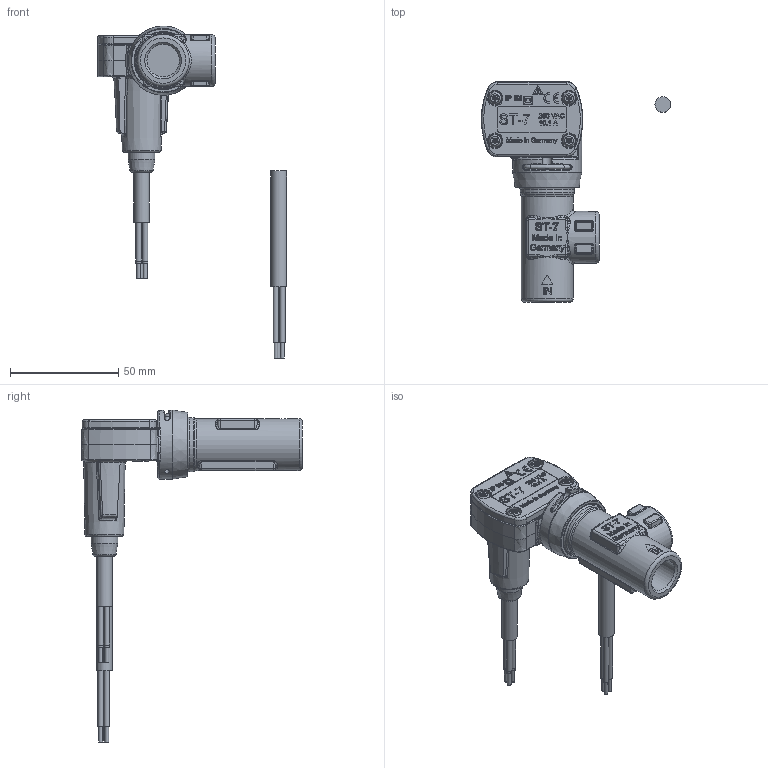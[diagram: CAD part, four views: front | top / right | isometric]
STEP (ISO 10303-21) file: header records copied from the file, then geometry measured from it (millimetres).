
FILE_DESCRIPTION(/* description */ ('Unknown'),/* implementation_level */ '2;1');
FILE_NAME(/* name */ '200007500',/* time_stamp */ '2019-07-05T11:46:25+02:00',/* author */ ('Unknown'),/* organization */ ('Unknown'),/* preprocessor_version */ 'ST-DEVELOPER v16.7',/* originating_system */ 'DEX',/* authorisation */ $);
FILE_SCHEMA (('AUTOMOTIVE_DESIGN {1 0 10303 214 3 1 1}'));
Length unit declared in the file: millimetre
Products named in the file (29): 200007500_Str闣ungsw踄hter_ST-7_00133455; 200007496_Gehäuse_mit_Schwimmer_ST-7_00133444; 18616_010003339_Verschraubung_ST-7_3_1_-_00342883; 090000028_Stabmagnet_ST-7_00120384; 020001334_Stößel_ST-7_00120087; 010003343_Stößelsicherung_ST-7_00120178; 05-0290_O-Ring_10,82x1,78_NBR_70Shore; 05-0375_O-Ring_13x1,5; 060000041_Feder_ST-7_00120346; 010003342_Schwimmer_ST-7_00120175; 15799_090000034_Ringmagnet_ST-7_15_2___-_00326811; 010003341_Anschlagscheibe_ST-7_00120067; 010003340_Gehäuse_ST-7_00120047; 200007495_TM_Mikroschalter_komplett_ST-7_00133312; 020001227_Schaltergehäuse_ST-7_00133366; 200007490_TM_Mikrosch._Anschlusskabel_ST-7_00132980; 400000810_00132981; 400000820_Micro_switch_OMRON_SS-10GL_00132982; 400000830_00132983; 400000850_00132985; 400000840_00132984; 400000850_H05VV-F1.0_mm_X3C_FT2_105__C_DRY_00147624; 400000860_00147563; 05-1520_O-Ring_10x1,5; 050000119_O-Ring_26x2_NBR_70_Shore_00120330; 020001228_Deckel_ST-7_00133379; 04-0635_EJOT_DELTA_Schraube_30x13; 020001226_Schaltstange_ST-7_00133364; 060000380_Federklammer_ST-7_00120149
Assembly tree (33 placements, depth 4):
  200007500_Str闣ungsw踄hter_ST-7_00133455
    200007496_Gehäuse_mit_Schwimmer_ST-7_00133444
      18616_010003339_Verschraubung_ST-7_3_1_-_00342883
      090000028_Stabmagnet_ST-7_00120384
      020001334_Stößel_ST-7_00120087
      010003343_Stößelsicherung_ST-7_00120178
      05-0290_O-Ring_10,82x1,78_NBR_70Shore
      05-0375_O-Ring_13x1,5
      060000041_Feder_ST-7_00120346
      010003342_Schwimmer_ST-7_00120175
      15799_090000034_Ringmagnet_ST-7_15_2___-_00326811
      010003341_Anschlagscheibe_ST-7_00120067
      010003340_Gehäuse_ST-7_00120047
    200007495_TM_Mikroschalter_komplett_ST-7_00133312
      020001227_Schaltergehäuse_ST-7_00133366
      200007490_TM_Mikrosch._Anschlusskabel_ST-7_00132980
        400000810_00132981
        400000820_Micro_switch_OMRON_SS-10GL_00132982
        400000830_00132983
        400000850_00132985
        400000840_00132984
        400000850_H05VV-F1.0_mm_X3C_FT2_105__C_DRY_00147624
        400000860_00147563  x3
      05-1520_O-Ring_10x1,5
      050000119_O-Ring_26x2_NBR_70_Shore_00120330
      020001228_Deckel_ST-7_00133379
      04-0635_EJOT_DELTA_Schraube_30x13  x4
      020001226_Schaltstange_ST-7_00133364
    060000380_Federklammer_ST-7_00120149
Bounding box: 87.46 x 102 x 153.55 mm (x, y, z)
Volume: 73340.8 mm3; surface area: 35527.1 mm2
Topology: 14 solids, 18 shells, 2076 faces, 5113 edges, 3248 vertices
Faces by surface type: plane 1060, bspline 466, cylinder 367, torus 83, cone 77, sphere 23
Full cylindrical faces by diameter (mm): 0.6 x1, 1 x13, 1.721 x3, 1.8 x3, 2 x2, 2.2 x4, 2.5 x13, 2.55 x3, 3 x5, 3.3 x4, 5.1 x4, 6.3 x4, 6.8 x1, 6.9 x4, 7.2 x2, 10 x1, 12.4 x2, 13.4 x1, 15 x1, 15.33 x1, 24 x2, 25 x2, 26.3 x1, 26.7 x1, 29.8 x1, 32 x1
Entity records: 97881 total; most frequent: CARTESIAN_POINT 52902, ORIENTED_EDGE 9212, DIRECTION 6907, EDGE_CURVE 4606, VERTEX_POINT 3030, AXIS2_PLACEMENT_3D 2556, EDGE_LOOP 2368, FACE_BOUND 2368
